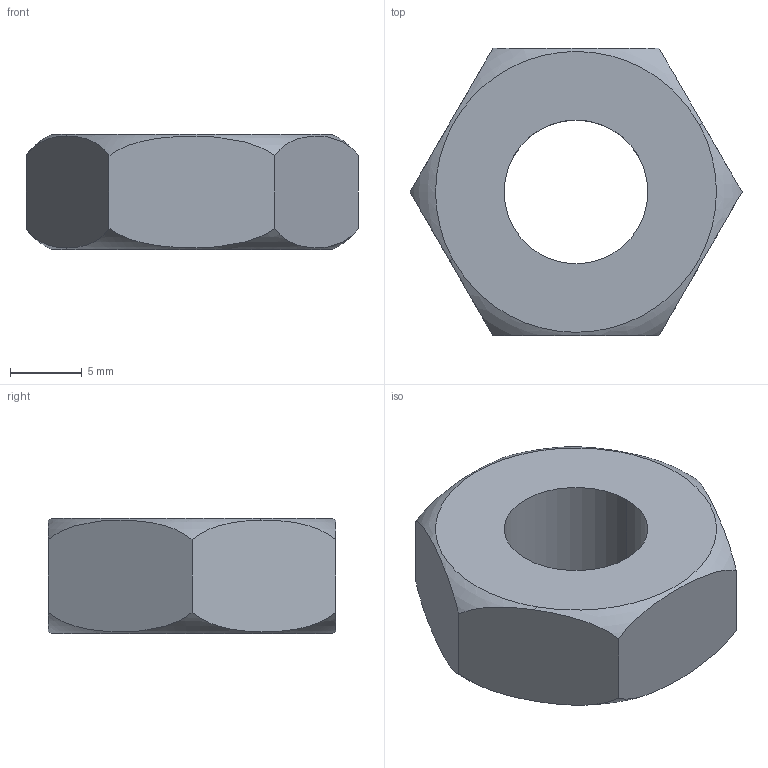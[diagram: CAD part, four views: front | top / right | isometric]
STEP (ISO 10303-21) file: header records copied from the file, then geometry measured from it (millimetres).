
FILE_DESCRIPTION(('CATIA V5 STEP Exchange'),'2;1');
FILE_NAME('Nut M10.stp','2023-03-18T23:20:31+00:00',('none'),('none'),'CATIA Version 5 Release 21 GA (IN-10)','CATIA V5 STEP AP203','none');
FILE_SCHEMA(('CONFIG_CONTROL_DESIGN'));
Length unit declared in the file: millimetre
Products named in the file (1): Nut M10
Bounding box: 23.09 x 20 x 8 mm (x, y, z)
Volume: 2114.6 mm3; surface area: 1292.2 mm2
Topology: 1 solids, 1 shells, 14 faces, 36 edges, 24 vertices
Faces by surface type: plane 8, torus 4, cylinder 2
Entity records: 715 total; most frequent: CARTESIAN_POINT 376, ORIENTED_EDGE 72, DIRECTION 38, EDGE_CURVE 36, VERTEX_POINT 24, AXIS2_PLACEMENT_3D 20, B_SPLINE_CURVE_WITH_KNOTS 20, EDGE_LOOP 16
